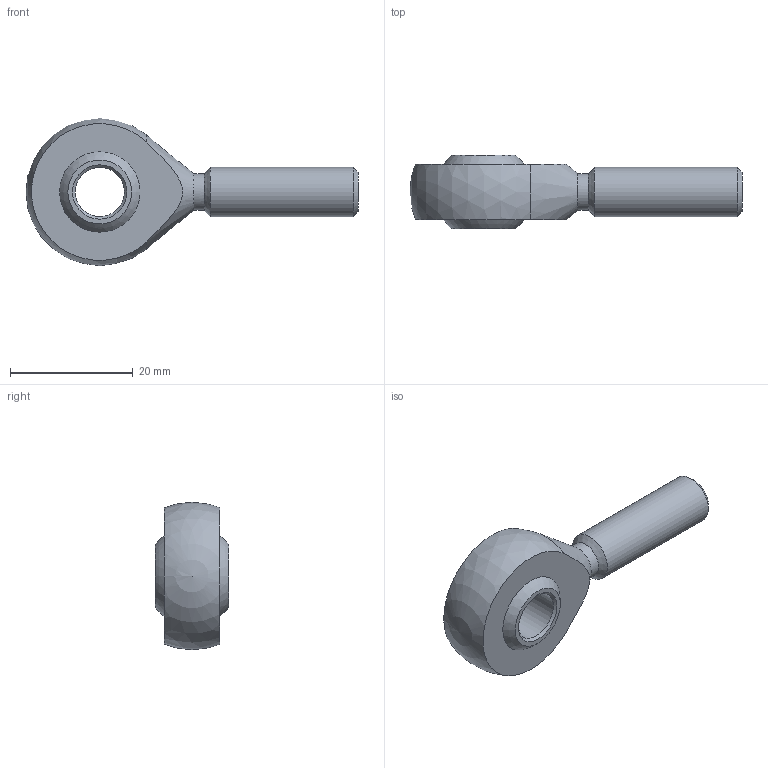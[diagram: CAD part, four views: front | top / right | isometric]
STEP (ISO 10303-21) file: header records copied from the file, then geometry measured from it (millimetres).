
FILE_DESCRIPTION( ( 'STEP AP214' ), '1' );
FILE_NAME( 'K0720.08_0.stp', '2020-12-09T13:40:12', ( '' ), ( '' ), ' ', 'PARTsolutions', ' ' );
FILE_SCHEMA( ( 'AUTOMOTIVE_DESIGN { 1 0 10303 214 1 1 1 1 }' ) );
Length unit declared in the file: millimetre
Products named in the file (1): _K0720.08_0
Bounding box: 54 x 12 x 24 mm (x, y, z)
Volume: 5181.9 mm3; surface area: 2461.1 mm2
Topology: 1 solids, 1 shells, 16 faces, 34 edges, 21 vertices
Faces by surface type: cone 5, plane 5, cylinder 3, sphere 3
Full cylindrical faces by diameter (mm): 6 x1, 8 x2
Entity records: 546 total; most frequent: CARTESIAN_POINT 108, DIRECTION 68, ORIENTED_EDGE 38, AXIS2_PLACEMENT_3D 34, EDGE_LOOP 30, FACE_OUTER_BOUND 21, EDGE_CURVE 19, VERTEX_POINT 18
